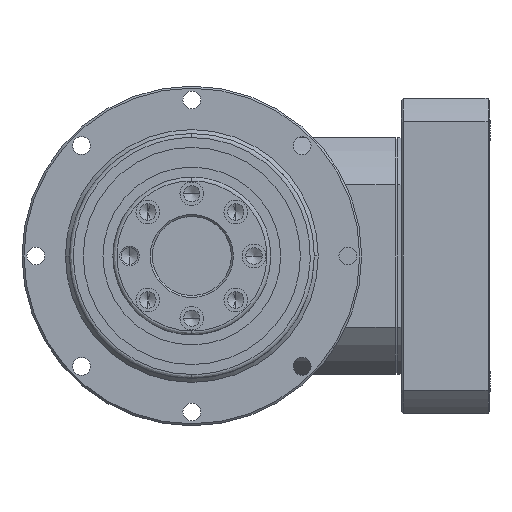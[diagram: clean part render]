
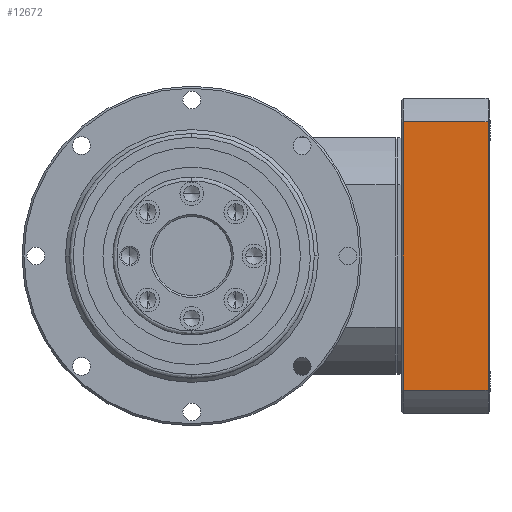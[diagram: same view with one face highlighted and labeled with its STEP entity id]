
A CAD part, left-side view. The second image highlights one B-rep face of the part: STEP entity #12672.
In plain terms, the highlighted face is planar.
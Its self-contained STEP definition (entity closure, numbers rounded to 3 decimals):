
#128 = VERTEX_POINT ( 'NONE', #5146 ) ;
#227 = ORIENTED_EDGE ( 'NONE', *, *, #20997, .T. ) ;
#528 = VECTOR ( 'NONE', #19356, 1000. ) ;
#1113 = CARTESIAN_POINT ( 'NONE',  ( 23., -40., 34.004 ) ) ;
#2834 = LINE ( 'NONE', #6430, #22131 ) ;
#4637 = EDGE_CURVE ( 'NONE', #128, #6400, #14913, .T. ) ;
#4952 = EDGE_CURVE ( 'NONE', #6400, #7174, #10832, .T. ) ;
#5146 = CARTESIAN_POINT ( 'NONE',  ( 23., -40., -34.004 ) ) ;
#6179 = DIRECTION ( 'NONE',  ( -1., 0., 0. ) ) ;
#6400 = VERTEX_POINT ( 'NONE', #17761 ) ;
#6430 = CARTESIAN_POINT ( 'NONE',  ( 0., -40., 34.004 ) ) ;
#7174 = VERTEX_POINT ( 'NONE', #12265 ) ;
#7434 = DIRECTION ( 'NONE',  ( 0., -1., 0. ) ) ;
#9297 = EDGE_LOOP ( 'NONE', ( #227, #13061, #12796, #17037 ) ) ;
#10141 = EDGE_CURVE ( 'NONE', #17147, #7174, #2834, .T. ) ;
#10472 = CARTESIAN_POINT ( 'NONE',  ( 23., -40., 40. ) ) ;
#10832 = LINE ( 'NONE', #23624, #528 ) ;
#12265 = CARTESIAN_POINT ( 'NONE',  ( 1.5, -40., 34.004 ) ) ;
#12360 = DIRECTION ( 'NONE',  ( 0., 0., 1. ) ) ;
#12672 = ADVANCED_FACE ( 'NONE', ( #20129 ), #20366, .T. ) ;
#12796 = ORIENTED_EDGE ( 'NONE', *, *, #4952, .F. ) ;
#12987 = LINE ( 'NONE', #10472, #17370 ) ;
#13061 = ORIENTED_EDGE ( 'NONE', *, *, #10141, .T. ) ;
#14263 = VECTOR ( 'NONE', #14292, 1000. ) ;
#14292 = DIRECTION ( 'NONE',  ( -1., 0., 0. ) ) ;
#14913 = LINE ( 'NONE', #21022, #14263 ) ;
#17037 = ORIENTED_EDGE ( 'NONE', *, *, #4637, .F. ) ;
#17147 = VERTEX_POINT ( 'NONE', #1113 ) ;
#17370 = VECTOR ( 'NONE', #12360, 1000. ) ;
#17761 = CARTESIAN_POINT ( 'NONE',  ( 1.5, -40., -34.004 ) ) ;
#18604 = CARTESIAN_POINT ( 'NONE',  ( 0., -40., 40. ) ) ;
#18641 = AXIS2_PLACEMENT_3D ( 'NONE', #18604, #7434, #20453 ) ;
#19356 = DIRECTION ( 'NONE',  ( 0., 0., 1. ) ) ;
#20129 = FACE_OUTER_BOUND ( 'NONE', #9297, .T. ) ;
#20366 = PLANE ( 'NONE',  #18641 ) ;
#20453 = DIRECTION ( 'NONE',  ( 0., 0., -1. ) ) ;
#20997 = EDGE_CURVE ( 'NONE', #128, #17147, #12987, .T. ) ;
#21022 = CARTESIAN_POINT ( 'NONE',  ( 23.5, -40., -34.004 ) ) ;
#22131 = VECTOR ( 'NONE', #6179, 1000. ) ;
#23624 = CARTESIAN_POINT ( 'NONE',  ( 1.5, -40., 20. ) ) ;
